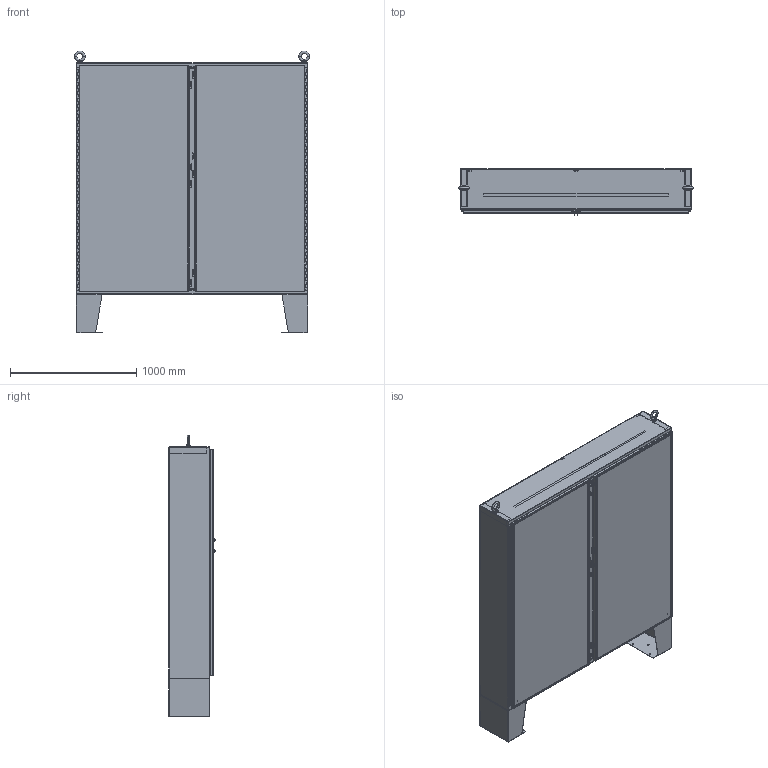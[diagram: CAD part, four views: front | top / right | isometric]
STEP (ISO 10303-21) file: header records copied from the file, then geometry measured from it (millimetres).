
FILE_DESCRIPTION (( 'STEP AP203' ), '1' );
FILE_NAME ('1422N4SSF12F_Default.step', '2019-11-04T21:02:56', ( '' ), ( '' ), 'SwSTEP 2.0', 'SolidWorks 2019', '' );
FILE_SCHEMA (( 'CONFIG_CONTROL_DESIGN' ));
Products named in the file (1): 1422N4SSF12F_Default
Bounding box: 1857.28 x 367.49 x 2229.71 mm (x, y, z)
Volume: 37445478.6 mm3; surface area: 29519314.9 mm2
Topology: 108 solids, 110 shells, 3630 faces, 9576 edges, 6214 vertices
Faces by surface type: plane 1848, cylinder 1586, bspline 152, cone 28, torus 16
Entity records: 123721 total; most frequent: CARTESIAN_POINT 31919, DIRECTION 19424, ORIENTED_EDGE 19120, EDGE_CURVE 9560, AXIS2_PLACEMENT_3D 6753, VERTEX_POINT 6214, VECTOR 5918, LINE 5918
